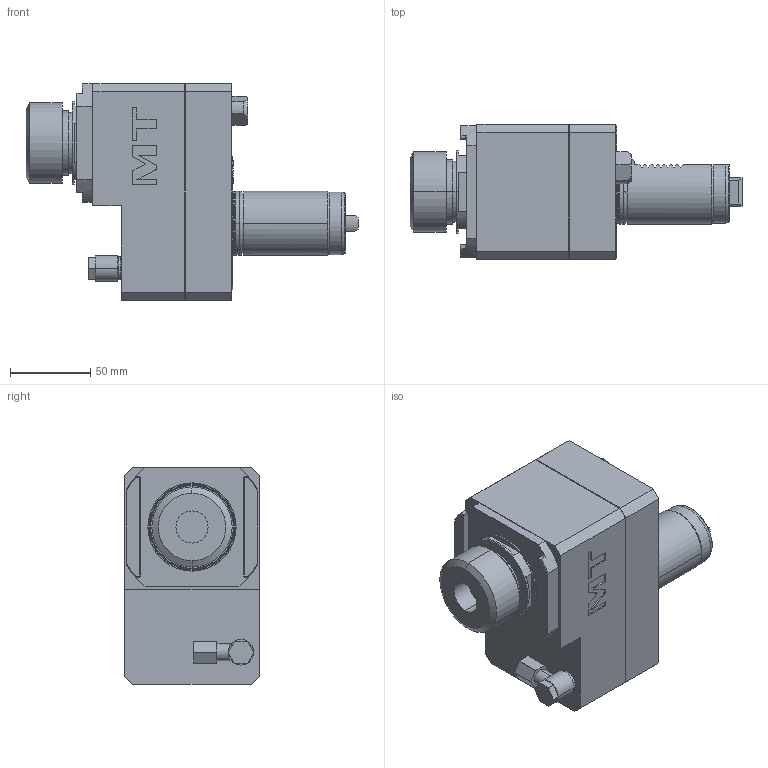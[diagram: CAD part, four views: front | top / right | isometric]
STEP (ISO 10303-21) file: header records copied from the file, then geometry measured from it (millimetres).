
FILE_DESCRIPTION((''),'2;1');
FILE_NAME('MZK0231132_CONF','2025-01-07T16:05:28',('fpalella'),('M.T. srl'),'CREO PARAMETRIC BY PTC INC, 2023352','CREO PARAMETRIC BY PTC INC, 2023352','');
FILE_SCHEMA(('CONFIG_CONTROL_DESIGN'));
Length unit declared in the file: millimetre
Products named in the file (1): MZK0231132_CONF
Bounding box: 206.66 x 84 x 135 mm (x, y, z)
Volume: 1084091.7 mm3; surface area: 92182.4 mm2
Topology: 1 solids, 1 shells, 308 faces, 769 edges, 494 vertices
Faces by surface type: plane 183, cylinder 82, cone 22, torus 17, extrusion 4
Entity records: 9607 total; most frequent: CARTESIAN_POINT 2205, ORIENTED_EDGE 1538, DIRECTION 1505, EDGE_CURVE 769, AXIS2_PLACEMENT_3D 522, VERTEX_POINT 494, VECTOR 461, LINE 457
